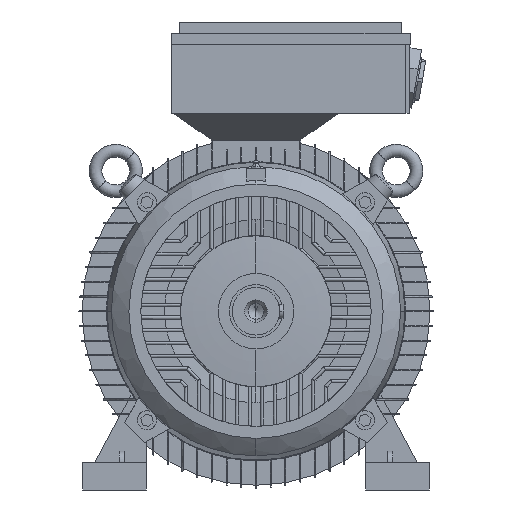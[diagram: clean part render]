
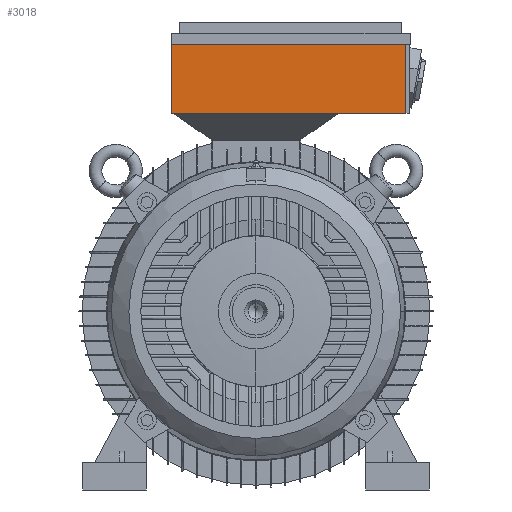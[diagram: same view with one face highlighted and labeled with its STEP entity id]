
A CAD part, left-side view. The second image highlights one B-rep face of the part: STEP entity #3018.
In plain terms, the highlighted planar face has unit normal (-1, 0, 0).
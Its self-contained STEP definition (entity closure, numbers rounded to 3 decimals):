
#3018=ADVANCED_FACE('',(#6742),#6743,.F.);
#6742=FACE_OUTER_BOUND('',#11182,.T.);
#6743=PLANE('',#11183);
#11182=EDGE_LOOP('',(#20464,#20465,#20466,#20467));
#11183=AXIS2_PLACEMENT_3D('',#20468,#20469,#20470);
#20464=ORIENTED_EDGE('',*,*,#30067,.T.);
#20465=ORIENTED_EDGE('',*,*,#30069,.F.);
#20466=ORIENTED_EDGE('',*,*,#30070,.F.);
#20467=ORIENTED_EDGE('',*,*,#29859,.F.);
#20468=CARTESIAN_POINT('',(-30.0,-41.25,292.5));
#20469=DIRECTION('',(1.0,0.0,-0.0));
#20470=DIRECTION('',(0.0,0.0,1.0));
#29859=EDGE_CURVE('',#36768,#36770,#36771,.T.);
#30067=EDGE_CURVE('',#36768,#37071,#37073,.T.);
#30069=EDGE_CURVE('',#37075,#37071,#37076,.T.);
#30070=EDGE_CURVE('',#36770,#37075,#37077,.T.);
#36768=VERTEX_POINT('',#51347);
#36770=VERTEX_POINT('',#51350);
#36771=LINE('',#51351,#51352);
#37071=VERTEX_POINT('',#51785);
#37073=LINE('',#51788,#51789);
#37075=VERTEX_POINT('',#51791);
#37076=LINE('',#51792,#51793);
#37077=LINE('',#51794,#51795);
#51347=CARTESIAN_POINT('',(-30.0,106.0,336.0));
#51350=CARTESIAN_POINT('',(-30.0,-188.5,336.0));
#51351=CARTESIAN_POINT('',(-30.0,-41.25,336.0));
#51352=VECTOR('',#70023,1.0);
#51785=CARTESIAN_POINT('',(-30.0,106.0,249.0));
#51788=CARTESIAN_POINT('',(-30.0,106.0,292.5));
#51789=VECTOR('',#70286,1.0);
#51791=CARTESIAN_POINT('',(-30.0,-188.5,249.0));
#51792=CARTESIAN_POINT('',(-30.0,-41.25,249.0));
#51793=VECTOR('',#70287,1.0);
#51794=CARTESIAN_POINT('',(-30.0,-188.5,292.5));
#51795=VECTOR('',#70288,1.0);
#70023=DIRECTION('',(0.0,-1.0,0.0));
#70286=DIRECTION('',(0.0,0.0,-1.0));
#70287=DIRECTION('',(0.0,1.0,0.0));
#70288=DIRECTION('',(0.0,0.0,-1.0));
